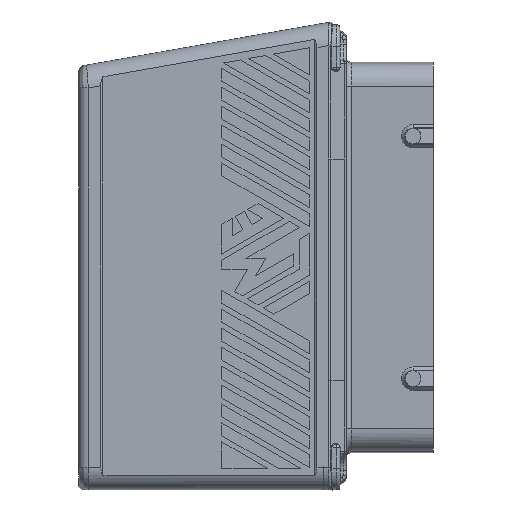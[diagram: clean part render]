
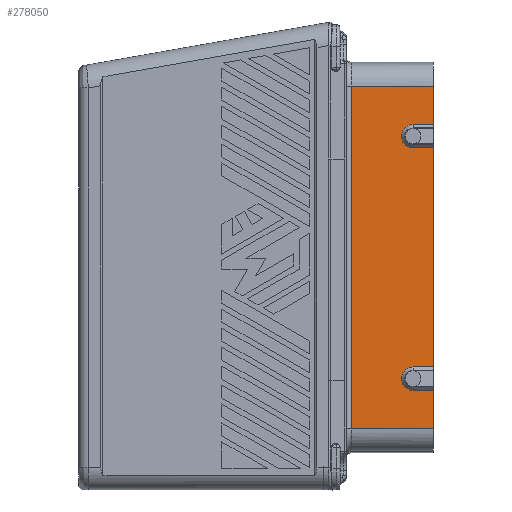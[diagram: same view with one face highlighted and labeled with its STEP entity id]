
A CAD part, left-side view. The second image highlights one B-rep face of the part: STEP entity #278050.
In plain terms, the highlighted planar face has unit normal (-1, 0, 0).
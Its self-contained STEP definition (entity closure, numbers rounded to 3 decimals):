
#212270=CARTESIAN_POINT('',(25.125,45.037,
48.654));
#212280=VERTEX_POINT('',#212270);
#276620=CARTESIAN_POINT('',(25.125,45.037,
-56.571));
#276630=VERTEX_POINT('',#276620);
#276830=CARTESIAN_POINT('',(25.125,20.,
-56.571));
#276840=DIRECTION('',(0.,1.,0.));
#276850=VECTOR('',#276840,1.);
#276860=LINE('',#276830,#276850);
#276870=CARTESIAN_POINT('',(25.125,19.783,
-56.571));
#276880=VERTEX_POINT('',#276870);
#276890=EDGE_CURVE('',#276880,#276630,#276860,.T.);
#277110=CARTESIAN_POINT('',(25.125,19.716,
-46.453));
#277120=DIRECTION('',(-1.,0.,0.));
#277130=DIRECTION('',(0.,0.,1.));
#277140=AXIS2_PLACEMENT_3D('',#277110,#277120,#277130);
#277150=PLANE('',#277140);
#277160=CARTESIAN_POINT('',(25.125,22.91,
29.69));
#277170=DIRECTION('',(0.,1.,0.));
#277180=VECTOR('',#277170,1.);
#277190=LINE('',#277160,#277180);
#277200=CARTESIAN_POINT('',(25.125,19.783,
29.69));
#277210=VERTEX_POINT('',#277200);
#277220=CARTESIAN_POINT('',(25.125,26.037,
29.69));
#277230=VERTEX_POINT('',#277220);
#277240=EDGE_CURVE('',#277210,#277230,#277190,.T.);
#277250=ORIENTED_EDGE('',*,*,#277240,.T.);
#277260=CARTESIAN_POINT('',(25.125,19.783,
-16.957));
#277270=DIRECTION('',(0.,0.,1.));
#277280=VECTOR('',#277270,1.);
#277290=LINE('',#277260,#277280);
#277300=CARTESIAN_POINT('',(25.125,19.783,
-37.598));
#277310=VERTEX_POINT('',#277300);
#277320=EDGE_CURVE('',#277310,#277210,#277290,.T.);
#277330=ORIENTED_EDGE('',*,*,#277320,.T.);
#277340=CARTESIAN_POINT('',(25.125,22.91,
-37.598));
#277350=DIRECTION('',(0.,-1.,0.));
#277360=VECTOR('',#277350,1.);
#277370=LINE('',#277340,#277360);
#277380=CARTESIAN_POINT('',(25.125,26.037,
-37.598));
#277390=VERTEX_POINT('',#277380);
#277400=EDGE_CURVE('',#277390,#277310,#277370,.T.);
#277410=ORIENTED_EDGE('',*,*,#277400,.T.);
#277420=CARTESIAN_POINT('',(25.125,26.037,
-41.198));
#277430=DIRECTION('',(1.,0.,0.));
#277440=DIRECTION('',(0.,0.,-1.));
#277450=AXIS2_PLACEMENT_3D('',#277420,#277430,#277440);
#277460=CIRCLE('',#277450,3.6);
#277470=CARTESIAN_POINT('',(25.125,26.037,
-44.798));
#277480=VERTEX_POINT('',#277470);
#277490=EDGE_CURVE('',#277480,#277390,#277460,.T.);
#277500=ORIENTED_EDGE('',*,*,#277490,.T.);
#277510=CARTESIAN_POINT('',(25.125,22.91,
-44.798));
#277520=DIRECTION('',(0.,1.,0.));
#277530=VECTOR('',#277520,1.);
#277540=LINE('',#277510,#277530);
#277550=CARTESIAN_POINT('',(25.125,19.783,
-44.798));
#277560=VERTEX_POINT('',#277550);
#277570=EDGE_CURVE('',#277560,#277480,#277540,.T.);
#277580=ORIENTED_EDGE('',*,*,#277570,.T.);
#277590=CARTESIAN_POINT('',(25.125,19.783,
-37.457));
#277600=DIRECTION('',(0.,0.,1.));
#277610=VECTOR('',#277600,1.);
#277620=LINE('',#277590,#277610);
#277630=EDGE_CURVE('',#276880,#277560,#277620,.T.);
#277640=ORIENTED_EDGE('',*,*,#277630,.T.);
#277650=ORIENTED_EDGE('',*,*,#276890,.F.);
#277660=CARTESIAN_POINT('',(25.125,45.037,
-41.453));
#277670=DIRECTION('',(0.,0.,1.));
#277680=VECTOR('',#277670,1.);
#277690=LINE('',#277660,#277680);
#277700=EDGE_CURVE('',#276630,#212280,#277690,.T.);
#277710=ORIENTED_EDGE('',*,*,#277700,.F.);
#277720=CARTESIAN_POINT('',(25.125,20.,
48.654));
#277730=DIRECTION('',(0.,-1.,0.));
#277740=VECTOR('',#277730,1.);
#277750=LINE('',#277720,#277740);
#277760=CARTESIAN_POINT('',(25.125,19.783,
48.654));
#277770=VERTEX_POINT('',#277760);
#277780=EDGE_CURVE('',#212280,#277770,#277750,.T.);
#277790=ORIENTED_EDGE('',*,*,#277780,.F.);
#277800=CARTESIAN_POINT('',(25.125,19.783,
9.533));
#277810=DIRECTION('',(0.,0.,1.));
#277820=VECTOR('',#277810,1.);
#277830=LINE('',#277800,#277820);
#277840=CARTESIAN_POINT('',(25.125,19.783,
36.89));
#277850=VERTEX_POINT('',#277840);
#277860=EDGE_CURVE('',#277850,#277770,#277830,.T.);
#277870=ORIENTED_EDGE('',*,*,#277860,.T.);
#277880=CARTESIAN_POINT('',(25.125,22.91,
36.89));
#277890=DIRECTION('',(0.,-1.,0.));
#277900=VECTOR('',#277890,1.);
#277910=LINE('',#277880,#277900);
#277920=CARTESIAN_POINT('',(25.125,26.037,
36.89));
#277930=VERTEX_POINT('',#277920);
#277940=EDGE_CURVE('',#277930,#277850,#277910,.T.);
#277950=ORIENTED_EDGE('',*,*,#277940,.T.);
#277960=CARTESIAN_POINT('',(25.125,26.037,
33.29));
#277970=DIRECTION('',(1.,0.,0.));
#277980=DIRECTION('',(0.,0.,-1.));
#277990=AXIS2_PLACEMENT_3D('',#277960,#277970,#277980);
#278000=CIRCLE('',#277990,3.6);
#278010=EDGE_CURVE('',#277230,#277930,#278000,.T.);
#278020=ORIENTED_EDGE('',*,*,#278010,.T.);
#278030=EDGE_LOOP('',(#278020,#277950,#277870,#277790,#277710,#277650,
#277640,#277580,#277500,#277410,#277330,#277250));
#278040=FACE_OUTER_BOUND('',#278030,.T.);
#278050=ADVANCED_FACE('',(#278040),#277150,.T.);
